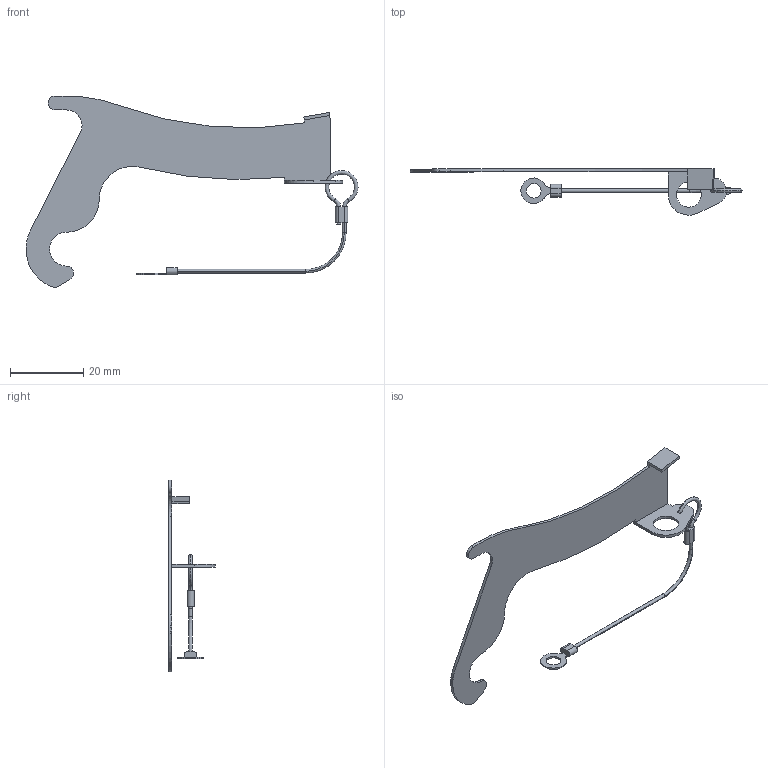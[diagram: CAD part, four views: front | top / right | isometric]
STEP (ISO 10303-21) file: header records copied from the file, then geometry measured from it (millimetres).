
FILE_DESCRIPTION(('Creo Elements/Direct Modeling STEP Export'),'2;1');
FILE_NAME('0ln7tug4ok489nl3988','2019-01-08T 8:33:14',(''),(''),'PTC Creo Elements/Direct Modeling STEP processor for AP214 (Solid Model)','PTC Creo Elements/Direct Modeling 19.0E 27-Jun-2016 (C) Parametric Technology GmbH','');
FILE_SCHEMA(('AUTOMOTIVE_DESIGN { 1 0 10303 214 1 1 1 1 }'));
Length unit declared in the file: millimetre
Products named in the file (2): CR_YLK24_Internet
Assembly tree (1 placements, depth 2):
  CR_YLK24_Internet
    CR_YLK24_Internet
Bounding box: 90.62 x 12.6 x 52.4 mm (x, y, z)
Volume: 1432.3 mm3; surface area: 3950.6 mm2
Topology: 1 solids, 1 shells, 74 faces, 195 edges, 128 vertices
Faces by surface type: cylinder 34, plane 30, torus 10
Entity records: 3041 total; most frequent: CARTESIAN_POINT 830, DIRECTION 395, ORIENTED_EDGE 390, EDGE_CURVE 195, AXIS2_PLACEMENT_3D 147, VERTEX_POINT 128, VECTOR 101, LINE 101
